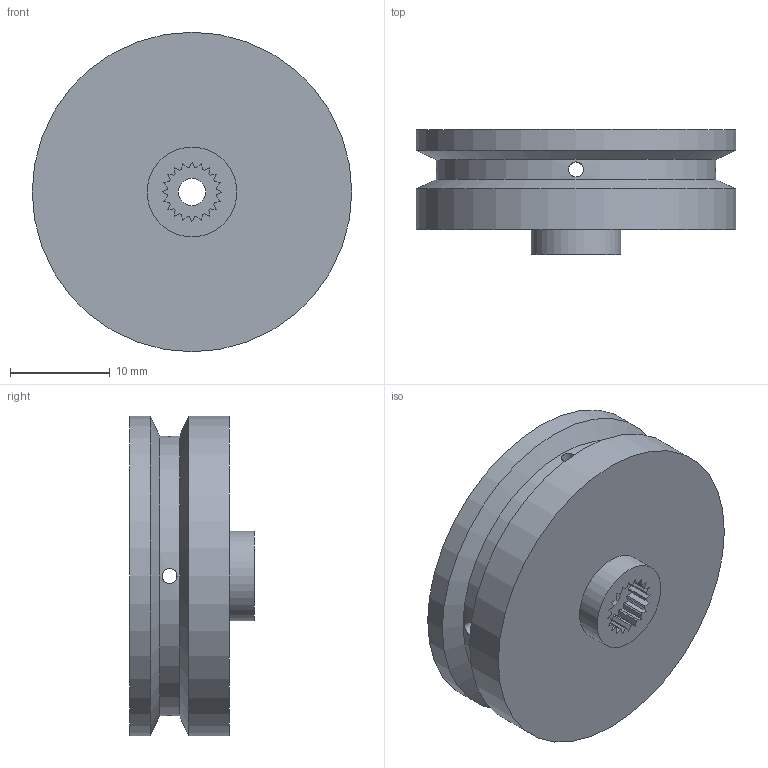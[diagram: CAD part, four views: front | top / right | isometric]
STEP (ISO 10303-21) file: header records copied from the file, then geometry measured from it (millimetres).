
FILE_DESCRIPTION(/* description */ (''),/* implementation_level */ '2;1');
FILE_NAME(/* name */ 'Poulies_moteurs.step',/* time_stamp */ '2023-04-15T10:40:27-04:00',/* author */ (''),/* organization */ (''),/* preprocessor_version */ 'ST-DEVELOPER v19.2',/* originating_system */ 'Autodesk Translation Framework v12.4.0.73',/* authorisation */ '');
FILE_SCHEMA (('AUTOMOTIVE_DESIGN { 1 0 10303 214 3 1 1 }'));
Length unit declared in the file: millimetre
Products named in the file (1): Mec
Bounding box: 32 x 12.5 x 32 mm (x, y, z)
Volume: 5587.4 mm3; surface area: 3424.2 mm2
Topology: 1 solids, 1 shells, 88 faces, 258 edges, 174 vertices
Faces by surface type: plane 50, cylinder 36, cone 2
Full cylindrical faces by diameter (mm): 1.5 x4, 2.75 x1, 5.5 x1, 7.5 x1, 9 x1, 22 x1, 28 x1, 32 x2
Entity records: 3309 total; most frequent: CARTESIAN_POINT 903, ORIENTED_EDGE 516, DIRECTION 470, EDGE_CURVE 258, VERTEX_POINT 174, LINE 164, VECTOR 164, AXIS2_PLACEMENT_3D 153
